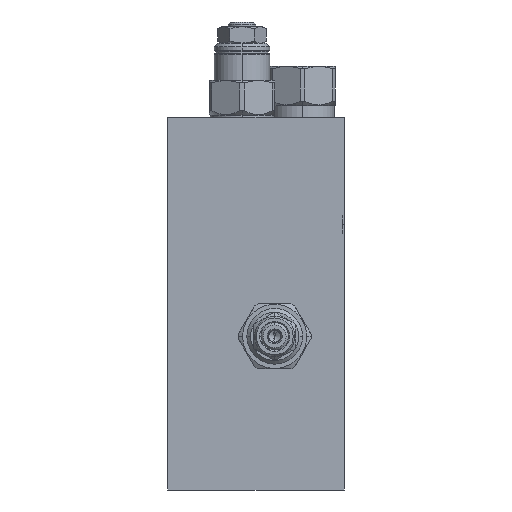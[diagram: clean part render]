
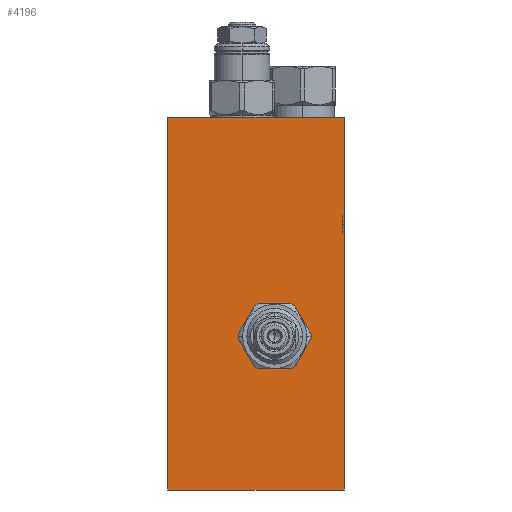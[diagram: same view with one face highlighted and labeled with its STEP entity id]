
A CAD part, front view. The second image highlights one B-rep face of the part: STEP entity #4196.
In plain terms, the highlighted planar face has unit normal (0, -1, 0).
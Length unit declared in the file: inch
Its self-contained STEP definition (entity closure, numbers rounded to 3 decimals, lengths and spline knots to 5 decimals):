
#5=DIRECTION('',(1.,0.,0.));
#6=VECTOR('',#5,2.375);
#7=CARTESIAN_POINT('',(0.,-3.,0.));
#8=LINE('',#7,#6);
#95=DIRECTION('',(0.,0.,1.));
#96=VECTOR('',#95,5.);
#97=CARTESIAN_POINT('',(2.375,-3.,0.));
#98=LINE('',#97,#96);
#159=DIRECTION('',(0.,0.,1.));
#160=VECTOR('',#159,5.);
#161=CARTESIAN_POINT('',(0.,-3.,0.));
#162=LINE('',#161,#160);
#163=CARTESIAN_POINT('',(1.438,-3.,2.062));
#164=DIRECTION('',(0.,1.,0.));
#165=DIRECTION('',(0.,0.,-1.));
#166=AXIS2_PLACEMENT_3D('',#163,#164,#165);
#168=CARTESIAN_POINT('',(1.438,-3.,2.062));
#169=DIRECTION('',(0.,1.,0.));
#170=DIRECTION('',(0.,0.,1.));
#171=AXIS2_PLACEMENT_3D('',#168,#169,#170);
#185=DIRECTION('',(1.,0.,0.));
#186=VECTOR('',#185,2.375);
#187=CARTESIAN_POINT('',(0.,-3.,5.));
#188=LINE('',#187,#186);
#3582=CARTESIAN_POINT('',(0.,-3.,0.));
#3584=VERTEX_POINT('',#3582);
#3585=CARTESIAN_POINT('',(2.375,-3.,0.));
#3586=VERTEX_POINT('',#3585);
#3590=CARTESIAN_POINT('',(0.,-3.,5.));
#3592=VERTEX_POINT('',#3590);
#3593=CARTESIAN_POINT('',(2.375,-3.,5.));
#3594=VERTEX_POINT('',#3593);
#3809=CARTESIAN_POINT('',(1.438,-3.,1.6315));
#3810=CARTESIAN_POINT('',(1.438,-3.,2.4925));
#3811=VERTEX_POINT('',#3809);
#3812=VERTEX_POINT('',#3810);
#4178=CARTESIAN_POINT('',(0.,-3.,0.));
#4179=DIRECTION('',(0.,-1.,0.));
#4180=DIRECTION('',(1.,0.,0.));
#4181=AXIS2_PLACEMENT_3D('',#4178,#4179,#4180);
#4182=PLANE('',#4181);
#4183=ORIENTED_EDGE('',*,*,#4048,.F.);
#4184=ORIENTED_EDGE('',*,*,#4067,.T.);
#4186=ORIENTED_EDGE('',*,*,#4185,.T.);
#4187=ORIENTED_EDGE('',*,*,#4134,.F.);
#4188=EDGE_LOOP('',(#4183,#4184,#4186,#4187));
#4189=FACE_OUTER_BOUND('',#4188,.F.);
#4191=ORIENTED_EDGE('',*,*,#4190,.F.);
#4193=ORIENTED_EDGE('',*,*,#4192,.F.);
#4194=EDGE_LOOP('',(#4191,#4193));
#4195=FACE_BOUND('',#4194,.F.);
#4196=ADVANCED_FACE('',(#4189,#4195),#4182,.T.);
#167=CIRCLE('',#166,0.4305);
#172=CIRCLE('',#171,0.4305);
#4048=EDGE_CURVE('',#3584,#3586,#8,.T.);
#4067=EDGE_CURVE('',#3584,#3592,#162,.T.);
#4134=EDGE_CURVE('',#3586,#3594,#98,.T.);
#4185=EDGE_CURVE('',#3592,#3594,#188,.T.);
#4190=EDGE_CURVE('',#3811,#3812,#167,.T.);
#4192=EDGE_CURVE('',#3812,#3811,#172,.T.);
